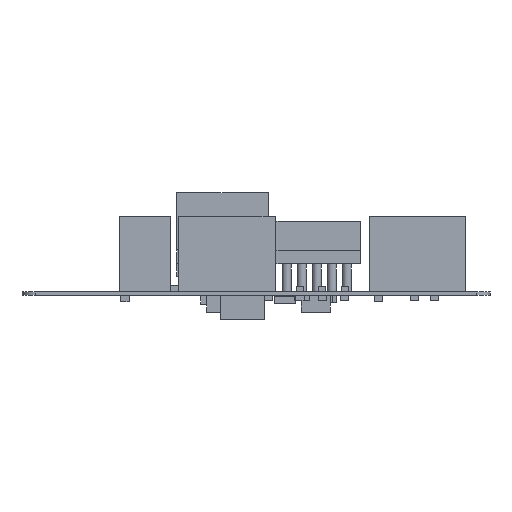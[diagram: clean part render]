
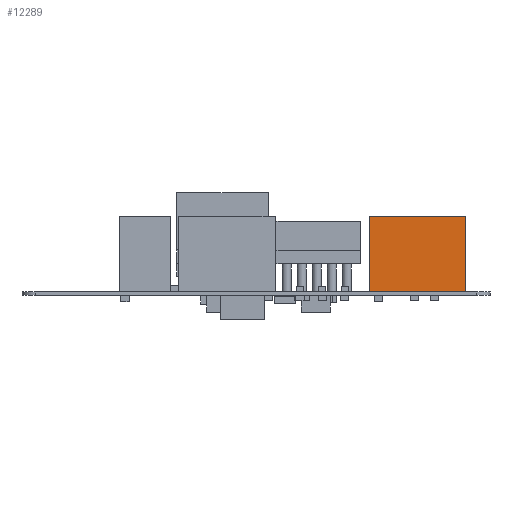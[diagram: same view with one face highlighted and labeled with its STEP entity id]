
A CAD part, left-side view. The second image highlights one B-rep face of the part: STEP entity #12289.
In plain terms, the highlighted planar face has unit normal (-1, 0, 0).
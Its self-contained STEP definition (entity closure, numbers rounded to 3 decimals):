
#12191 = EDGE_CURVE('',#12192,#12194,#12196,.T.);
#12192 = VERTEX_POINT('',#12193);
#12193 = CARTESIAN_POINT('',(-3.227,5.437,0.));
#12194 = VERTEX_POINT('',#12195);
#12195 = CARTESIAN_POINT('',(-3.227,5.437,8.5));
#12196 = LINE('',#12197,#12198);
#12197 = CARTESIAN_POINT('',(-3.227,5.437,0.));
#12198 = VECTOR('',#12199,1.);
#12199 = DIRECTION('',(0.,0.,1.));
#12264 = VERTEX_POINT('',#12265);
#12265 = CARTESIAN_POINT('',(-3.227,-5.437,8.5));
#12271 = EDGE_CURVE('',#12272,#12264,#12274,.T.);
#12272 = VERTEX_POINT('',#12273);
#12273 = CARTESIAN_POINT('',(-3.227,-5.437,0.));
#12274 = LINE('',#12275,#12276);
#12275 = CARTESIAN_POINT('',(-3.227,-5.437,0.));
#12276 = VECTOR('',#12277,1.);
#12277 = DIRECTION('',(0.,0.,1.));
#12289 = ADVANCED_FACE('',(#12290),#12306,.T.);
#12290 = FACE_BOUND('',#12291,.T.);
#12291 = EDGE_LOOP('',(#12292,#12293,#12299,#12300));
#12292 = ORIENTED_EDGE('',*,*,#12271,.T.);
#12293 = ORIENTED_EDGE('',*,*,#12294,.T.);
#12294 = EDGE_CURVE('',#12264,#12194,#12295,.T.);
#12295 = LINE('',#12296,#12297);
#12296 = CARTESIAN_POINT('',(-3.227,-5.437,8.5));
#12297 = VECTOR('',#12298,1.);
#12298 = DIRECTION('',(0.,1.,0.));
#12299 = ORIENTED_EDGE('',*,*,#12191,.F.);
#12300 = ORIENTED_EDGE('',*,*,#12301,.F.);
#12301 = EDGE_CURVE('',#12272,#12192,#12302,.T.);
#12302 = LINE('',#12303,#12304);
#12303 = CARTESIAN_POINT('',(-3.227,-5.437,0.));
#12304 = VECTOR('',#12305,1.);
#12305 = DIRECTION('',(0.,1.,0.));
#12306 = PLANE('',#12307);
#12307 = AXIS2_PLACEMENT_3D('',#12308,#12309,#12310);
#12308 = CARTESIAN_POINT('',(-3.227,-5.437,0.));
#12309 = DIRECTION('',(-1.,0.,0.));
#12310 = DIRECTION('',(0.,1.,0.));
